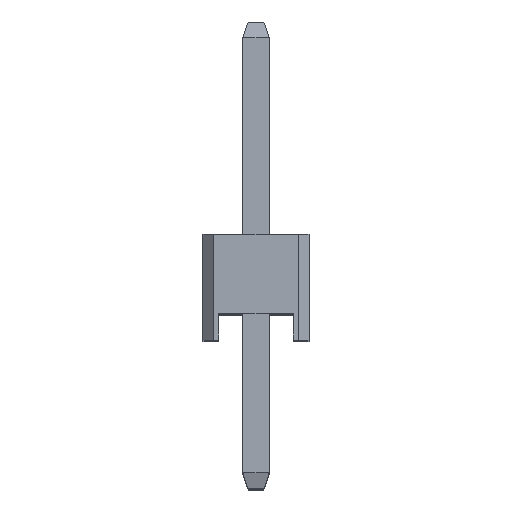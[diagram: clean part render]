
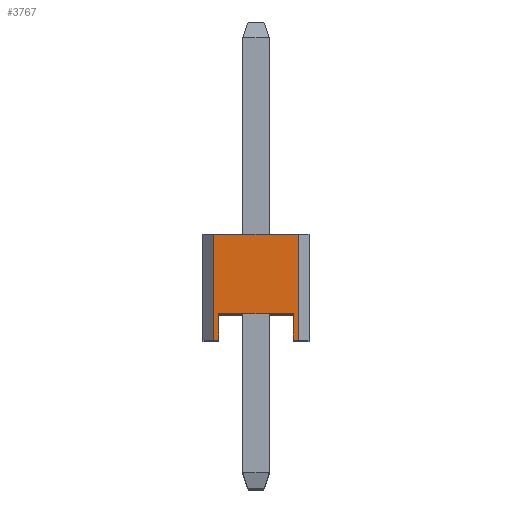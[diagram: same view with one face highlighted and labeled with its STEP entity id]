
A CAD part, top view. The second image highlights one B-rep face of the part: STEP entity #3767.
In plain terms, the highlighted planar face has unit normal (0, 0, 1).
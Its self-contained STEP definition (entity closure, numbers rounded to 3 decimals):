
#192 = PLANE ( 'NONE',  #8038 ) ;
#516 = CARTESIAN_POINT ( 'NONE',  ( 0.3, 3.3, 14. ) ) ;
#548 = VERTEX_POINT ( 'NONE', #7944 ) ;
#737 = DIRECTION ( 'NONE',  ( 1., 0., 0. ) ) ;
#756 = ORIENTED_EDGE ( 'NONE', *, *, #4519, .T. ) ;
#839 = EDGE_CURVE ( 'NONE', #6761, #4060, #3301, .T. ) ;
#1268 = CARTESIAN_POINT ( 'NONE',  ( 0.2, 3.8, 14. ) ) ;
#1662 = EDGE_LOOP ( 'NONE', ( #2251, #756, #9120, #7338, #2210, #5521, #4575, #3193 ) ) ;
#1739 = DIRECTION ( 'NONE',  ( 0., 0., 1. ) ) ;
#1917 = CARTESIAN_POINT ( 'NONE',  ( 0.3, 3.05, 14. ) ) ;
#2210 = ORIENTED_EDGE ( 'NONE', *, *, #6356, .T. ) ;
#2251 = ORIENTED_EDGE ( 'NONE', *, *, #6365, .T. ) ;
#2531 = CARTESIAN_POINT ( 'NONE',  ( 1.8, 2.8, 14. ) ) ;
#2796 = CARTESIAN_POINT ( 'NONE',  ( 1., 4.8, 14. ) ) ;
#3174 = FACE_OUTER_BOUND ( 'NONE', #1662, .T. ) ;
#3193 = ORIENTED_EDGE ( 'NONE', *, *, #839, .T. ) ;
#3301 = LINE ( 'NONE', #5160, #6920 ) ;
#3412 = LINE ( 'NONE', #9201, #8691 ) ;
#3573 = CARTESIAN_POINT ( 'NONE',  ( 1., 2.8, 14. ) ) ;
#3668 = LINE ( 'NONE', #1268, #7510 ) ;
#3701 = EDGE_CURVE ( 'NONE', #548, #6806, #4320, .T. ) ;
#3735 = CARTESIAN_POINT ( 'NONE',  ( 0.2, 2.8, 14. ) ) ;
#3767 = ADVANCED_FACE ( 'NONE', ( #3174 ), #192, .T. ) ;
#4060 = VERTEX_POINT ( 'NONE', #5779 ) ;
#4261 = LINE ( 'NONE', #1917, #6416 ) ;
#4320 = LINE ( 'NONE', #2796, #7940 ) ;
#4395 = DIRECTION ( 'NONE',  ( 1., 0., 0. ) ) ;
#4519 = EDGE_CURVE ( 'NONE', #7244, #7546, #6104, .T. ) ;
#4575 = ORIENTED_EDGE ( 'NONE', *, *, #8666, .T. ) ;
#4815 = DIRECTION ( 'NONE',  ( 0., -1., 0. ) ) ;
#4887 = DIRECTION ( 'NONE',  ( 0., -1., 0. ) ) ;
#4959 = VERTEX_POINT ( 'NONE', #3735 ) ;
#5095 = DIRECTION ( 'NONE',  ( 1., 0., 0. ) ) ;
#5160 = CARTESIAN_POINT ( 'NONE',  ( 1., 3.3, 14. ) ) ;
#5198 = VECTOR ( 'NONE', #737, 1000. ) ;
#5420 = VERTEX_POINT ( 'NONE', #6742 ) ;
#5521 = ORIENTED_EDGE ( 'NONE', *, *, #7845, .T. ) ;
#5579 = LINE ( 'NONE', #8380, #9164 ) ;
#5659 = CARTESIAN_POINT ( 'NONE',  ( 1.7, 2.8, 14. ) ) ;
#5779 = CARTESIAN_POINT ( 'NONE',  ( 1.7, 3.3, 14. ) ) ;
#6055 = DIRECTION ( 'NONE',  ( 1., 0., 0. ) ) ;
#6104 = LINE ( 'NONE', #6675, #7805 ) ;
#6356 = EDGE_CURVE ( 'NONE', #6806, #4959, #3668, .T. ) ;
#6365 = EDGE_CURVE ( 'NONE', #4060, #7244, #5579, .T. ) ;
#6416 = VECTOR ( 'NONE', #6965, 1000. ) ;
#6675 = CARTESIAN_POINT ( 'NONE',  ( 1., 2.8, 14. ) ) ;
#6742 = CARTESIAN_POINT ( 'NONE',  ( 0.3, 2.8, 14. ) ) ;
#6761 = VERTEX_POINT ( 'NONE', #516 ) ;
#6806 = VERTEX_POINT ( 'NONE', #8689 ) ;
#6920 = VECTOR ( 'NONE', #4395, 1000. ) ;
#6965 = DIRECTION ( 'NONE',  ( 0., 1., 0. ) ) ;
#7014 = CARTESIAN_POINT ( 'NONE',  ( 0.168, 2.76, 14. ) ) ;
#7147 = LINE ( 'NONE', #3573, #5198 ) ;
#7244 = VERTEX_POINT ( 'NONE', #5659 ) ;
#7338 = ORIENTED_EDGE ( 'NONE', *, *, #3701, .T. ) ;
#7510 = VECTOR ( 'NONE', #4815, 1000. ) ;
#7546 = VERTEX_POINT ( 'NONE', #2531 ) ;
#7749 = EDGE_CURVE ( 'NONE', #548, #7546, #3412, .T. ) ;
#7805 = VECTOR ( 'NONE', #5095, 1000. ) ;
#7845 = EDGE_CURVE ( 'NONE', #4959, #5420, #7147, .T. ) ;
#7940 = VECTOR ( 'NONE', #8502, 1000. ) ;
#7944 = CARTESIAN_POINT ( 'NONE',  ( 1.8, 4.8, 14. ) ) ;
#8038 = AXIS2_PLACEMENT_3D ( 'NONE', #7014, #1739, #6055 ) ;
#8380 = CARTESIAN_POINT ( 'NONE',  ( 1.7, 3.05, 14. ) ) ;
#8502 = DIRECTION ( 'NONE',  ( -1., 0., 0. ) ) ;
#8666 = EDGE_CURVE ( 'NONE', #5420, #6761, #4261, .T. ) ;
#8689 = CARTESIAN_POINT ( 'NONE',  ( 0.2, 4.8, 14. ) ) ;
#8691 = VECTOR ( 'NONE', #4887, 1000. ) ;
#9120 = ORIENTED_EDGE ( 'NONE', *, *, #7749, .F. ) ;
#9164 = VECTOR ( 'NONE', #9171, 1000. ) ;
#9171 = DIRECTION ( 'NONE',  ( 0., -1., 0. ) ) ;
#9201 = CARTESIAN_POINT ( 'NONE',  ( 1.8, 3.8, 14. ) ) ;
